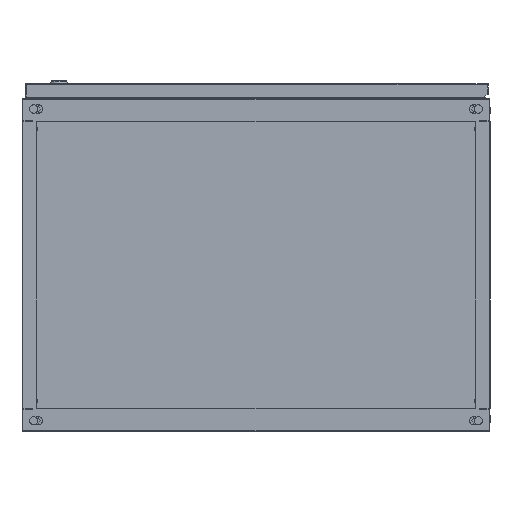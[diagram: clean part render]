
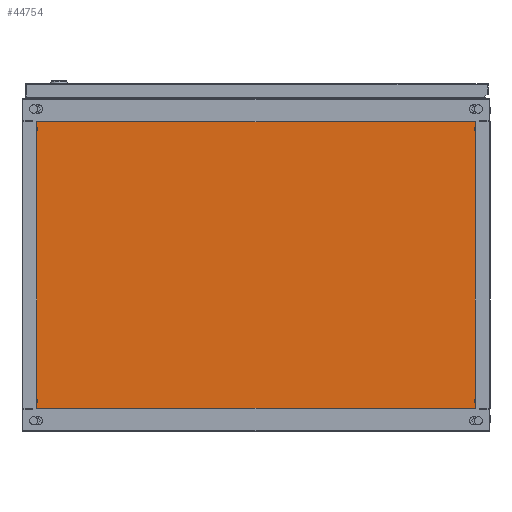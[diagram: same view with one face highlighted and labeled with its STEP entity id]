
A CAD part, front view. The second image highlights one B-rep face of the part: STEP entity #44754.
In plain terms, the highlighted planar face has unit normal (0, -1, 0).
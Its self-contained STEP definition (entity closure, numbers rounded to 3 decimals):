
#2646 = LINE ( 'NONE', #45889, #16450 ) ;
#3326 = CARTESIAN_POINT ( 'NONE',  ( -375., 1799., -245. ) ) ;
#6825 = DIRECTION ( 'NONE',  ( 0., 0., 1. ) ) ;
#7070 = CARTESIAN_POINT ( 'NONE',  ( -375., 1799., -245. ) ) ;
#7237 = LINE ( 'NONE', #7070, #41222 ) ;
#9427 = EDGE_CURVE ( 'NONE', #92538, #89794, #38349, .T. ) ;
#10427 = EDGE_LOOP ( 'NONE', ( #39000, #94594, #39066, #75171 ) ) ;
#14458 = DIRECTION ( 'NONE',  ( -1., 0., 0. ) ) ;
#16450 = VECTOR ( 'NONE', #86234, 1000. ) ;
#19446 = AXIS2_PLACEMENT_3D ( 'NONE', #39573, #87696, #6825 ) ;
#20590 = CARTESIAN_POINT ( 'NONE',  ( 375., 1799., 245. ) ) ;
#24874 = CARTESIAN_POINT ( 'NONE',  ( -375., 1799., 245. ) ) ;
#26519 = VERTEX_POINT ( 'NONE', #80025 ) ;
#29630 = VERTEX_POINT ( 'NONE', #20590 ) ;
#29979 = EDGE_CURVE ( 'NONE', #26519, #92538, #7237, .T. ) ;
#38349 = LINE ( 'NONE', #3326, #81078 ) ;
#39000 = ORIENTED_EDGE ( 'NONE', *, *, #9427, .F. ) ;
#39066 = ORIENTED_EDGE ( 'NONE', *, *, #68074, .F. ) ;
#39573 = CARTESIAN_POINT ( 'NONE',  ( 0., 1799., 0. ) ) ;
#41222 = VECTOR ( 'NONE', #14458, 1000. ) ;
#42399 = FACE_OUTER_BOUND ( 'NONE', #10427, .T. ) ;
#44754 = ADVANCED_FACE ( 'NONE', ( #42399 ), #55086, .F. ) ;
#44900 = VECTOR ( 'NONE', #51375, 1000. ) ;
#45889 = CARTESIAN_POINT ( 'NONE',  ( -375., 1799., 245. ) ) ;
#51375 = DIRECTION ( 'NONE',  ( 0., 0., -1. ) ) ;
#55086 = PLANE ( 'NONE',  #19446 ) ;
#59616 = DIRECTION ( 'NONE',  ( 0., 0., 1. ) ) ;
#65194 = EDGE_CURVE ( 'NONE', #89794, #29630, #2646, .T. ) ;
#66238 = LINE ( 'NONE', #76602, #44900 ) ;
#68074 = EDGE_CURVE ( 'NONE', #29630, #26519, #66238, .T. ) ;
#68426 = CARTESIAN_POINT ( 'NONE',  ( -375., 1799., -245. ) ) ;
#75171 = ORIENTED_EDGE ( 'NONE', *, *, #65194, .F. ) ;
#76602 = CARTESIAN_POINT ( 'NONE',  ( 375., 1799., -245. ) ) ;
#80025 = CARTESIAN_POINT ( 'NONE',  ( 375., 1799., -245. ) ) ;
#81078 = VECTOR ( 'NONE', #59616, 1000. ) ;
#86234 = DIRECTION ( 'NONE',  ( 1., 0., 0. ) ) ;
#87696 = DIRECTION ( 'NONE',  ( 0., 1., 0. ) ) ;
#89794 = VERTEX_POINT ( 'NONE', #24874 ) ;
#92538 = VERTEX_POINT ( 'NONE', #68426 ) ;
#94594 = ORIENTED_EDGE ( 'NONE', *, *, #29979, .F. ) ;
